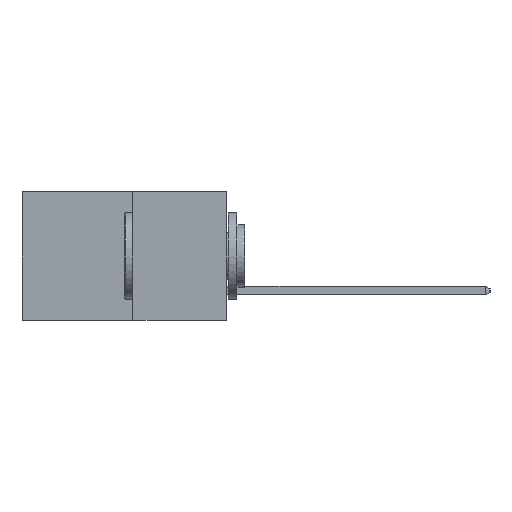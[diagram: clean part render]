
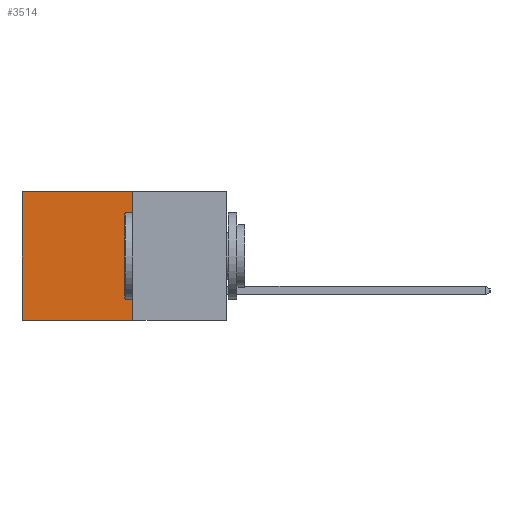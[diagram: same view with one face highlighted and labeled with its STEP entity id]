
A CAD part, left-side view. The second image highlights one B-rep face of the part: STEP entity #3514.
In plain terms, the highlighted planar face has unit normal (-1, 0, 0).
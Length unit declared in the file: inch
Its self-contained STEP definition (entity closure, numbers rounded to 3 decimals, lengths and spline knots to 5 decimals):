
#261 = VERTEX_POINT ( 'NONE', #6028 ) ;
#651 = VECTOR ( 'NONE', #1477, 39.37008 ) ;
#786 = DIRECTION ( 'NONE',  ( 0., 0., -1. ) ) ;
#895 = CARTESIAN_POINT ( 'NONE',  ( 0.277, 0.27, -0.37 ) ) ;
#1300 = CARTESIAN_POINT ( 'NONE',  ( 0.277, 0.59, -0.37 ) ) ;
#1453 = CARTESIAN_POINT ( 'NONE',  ( 0.277, 0.27, -0.37 ) ) ;
#1477 = DIRECTION ( 'NONE',  ( 0., 1., 0. ) ) ;
#1779 = LINE ( 'NONE', #7756, #4702 ) ;
#3514 = ADVANCED_FACE ( 'NONE', ( #7849 ), #6043, .F. ) ;
#3960 = EDGE_CURVE ( 'NONE', #261, #4735, #1779, .T. ) ;
#4144 = EDGE_LOOP ( 'NONE', ( #13561, #15311, #14666, #6734 ) ) ;
#4702 = VECTOR ( 'NONE', #9874, 39.37008 ) ;
#4735 = VERTEX_POINT ( 'NONE', #7571 ) ;
#6028 = CARTESIAN_POINT ( 'NONE',  ( 0.277, 0.27, 0. ) ) ;
#6043 = PLANE ( 'NONE',  #15361 ) ;
#6480 = VECTOR ( 'NONE', #786, 39.37008 ) ;
#6616 = EDGE_CURVE ( 'NONE', #261, #11619, #13158, .T. ) ;
#6734 = ORIENTED_EDGE ( 'NONE', *, *, #3960, .T. ) ;
#6786 = LINE ( 'NONE', #15373, #12007 ) ;
#7571 = CARTESIAN_POINT ( 'NONE',  ( 0.277, 0.59, 0. ) ) ;
#7756 = CARTESIAN_POINT ( 'NONE',  ( 0.277, 0.27, 0. ) ) ;
#7849 = FACE_OUTER_BOUND ( 'NONE', #4144, .T. ) ;
#8442 = DIRECTION ( 'NONE',  ( 0., 0., -1. ) ) ;
#8541 = EDGE_CURVE ( 'NONE', #11619, #14630, #10019, .T. ) ;
#8630 = CARTESIAN_POINT ( 'NONE',  ( 0.277, 0.27, -0.37 ) ) ;
#9874 = DIRECTION ( 'NONE',  ( 0., 1., 0. ) ) ;
#10019 = LINE ( 'NONE', #1453, #651 ) ;
#11577 = DIRECTION ( 'NONE',  ( 1., 0., 0. ) ) ;
#11619 = VERTEX_POINT ( 'NONE', #8630 ) ;
#11648 = CARTESIAN_POINT ( 'NONE',  ( 0.277, 0.27, -0.37 ) ) ;
#12007 = VECTOR ( 'NONE', #8442, 39.37008 ) ;
#13158 = LINE ( 'NONE', #895, #6480 ) ;
#13414 = DIRECTION ( 'NONE',  ( 0., 0., -1. ) ) ;
#13561 = ORIENTED_EDGE ( 'NONE', *, *, #14289, .T. ) ;
#14289 = EDGE_CURVE ( 'NONE', #4735, #14630, #6786, .T. ) ;
#14630 = VERTEX_POINT ( 'NONE', #1300 ) ;
#14666 = ORIENTED_EDGE ( 'NONE', *, *, #6616, .F. ) ;
#15311 = ORIENTED_EDGE ( 'NONE', *, *, #8541, .F. ) ;
#15361 = AXIS2_PLACEMENT_3D ( 'NONE', #11648, #11577, #13414 ) ;
#15373 = CARTESIAN_POINT ( 'NONE',  ( 0.277, 0.59, -0.37 ) ) ;
